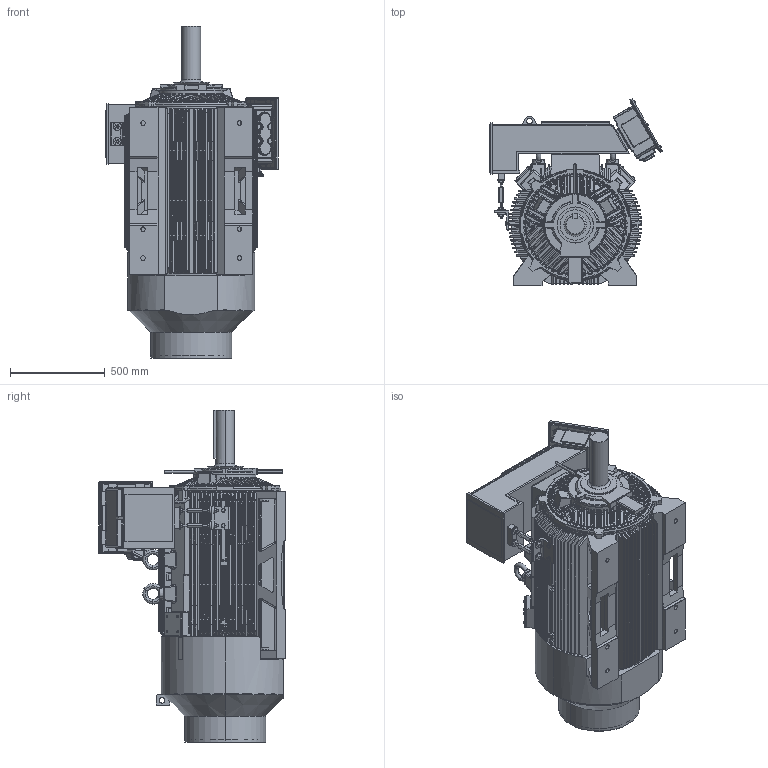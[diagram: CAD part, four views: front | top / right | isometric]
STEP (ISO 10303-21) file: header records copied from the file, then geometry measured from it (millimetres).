
FILE_DESCRIPTION (( 'STEP AP203' ), '1' );
FILE_NAME ('TWMI-5009B_4P.STEP', '2024-01-22T02:09:41', ( '' ), ( '' ), 'SwSTEP 2.0', 'SolidWorks 2021', '' );
FILE_SCHEMA (( 'CONFIG_CONTROL_DESIGN' ));
Products named in the file (18): EYE BOLT _M30; 3A114D338 7606 with T-plate; 保護蓋_3A114C4240007; 3A209D023 0906+gasket; 風罩_5000_D360(4P) f; 3A101E534 0101 (05) f; TWMI-5009B_4P; 3A102A391 1008 _ 6324 f; 給油管 3A211D001 2206 (L=160); 支持架 3A817D448 + 螺栓; 3A208H041 0101 f; 連接座 3A823C738 (開孔II-FIG1)_ f + cover; ｶbｺﾝ_5000B_4~8P; 3A600C187 無開孔 _ with T-plate; 5000B; 3A600G7932800 (SS41_NPT4'''') f; 3A206D390 0005 f; 3A600L483 無開孔 _ with T-plate
Assembly tree (19 placements, depth 3):
  TWMI-5009B_4P
    3A101E534 0101 (05) f
    3A102A391 1008 _ 6324 f
    5000B
      3A208H041 0101 f
      3A209D023 0906+gasket
      3A206D390 0005 f
      ｶbｺﾝ_5000B_4~8P
      給油管 3A211D001 2206 (L=160)
    EYE BOLT _M30  x2
    3A114D338 7606 with T-plate  x2
    連接座 3A823C738 (開孔II-FIG1)_ f + cover
    支持架 3A817D448 + 螺栓
    3A600G7932800 (SS41_NPT4'''') f
    風罩_5000_D360(4P) f
    保護蓋_3A114C4240007
    3A600L483 無開孔 _ with T-plate
    3A600C187 無開孔 _ with T-plate
Bounding box: 909.97 x 984.12 x 1748.25 mm (x, y, z)
Volume: 510015364 mm3; surface area: 13332936.6 mm2
Topology: 30 solids, 30 shells, 6343 faces, 16271 edges, 9798 vertices
Faces by surface type: bspline 2122, cylinder 1391, plane 1313, torus 657, cone 590, sphere 270
Entity records: 327737 total; most frequent: CARTESIAN_POINT 186965, ORIENTED_EDGE 33450, DIRECTION 23585, EDGE_CURVE 16725, VERTEX_POINT 10269, AXIS2_PLACEMENT_3D 9629, EDGE_LOOP 6782, B_SPLINE_CURVE_WITH_KNOTS 6603
